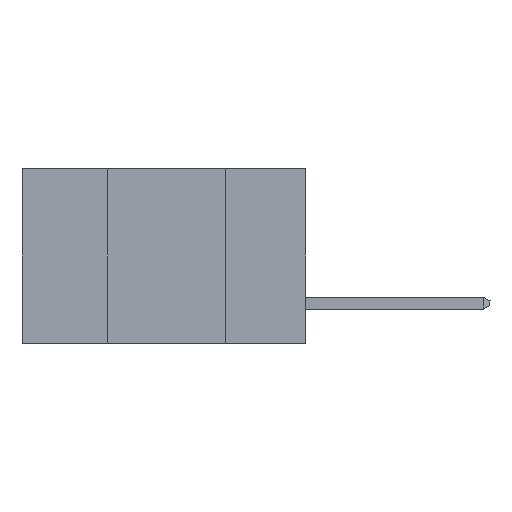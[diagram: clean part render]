
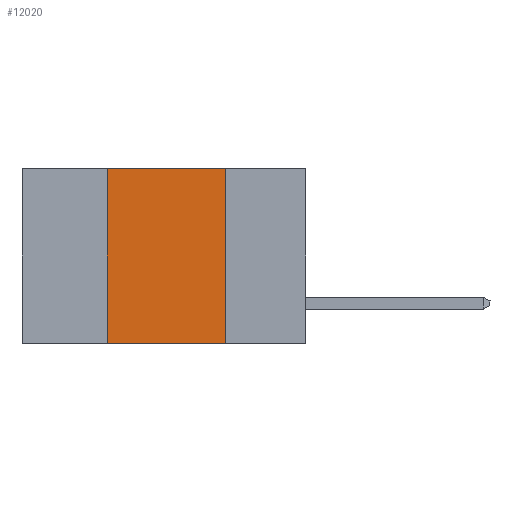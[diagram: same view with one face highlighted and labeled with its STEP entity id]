
A CAD part, left-side view. The second image highlights one B-rep face of the part: STEP entity #12020.
In plain terms, the highlighted planar face has unit normal (-1, 0, 0).
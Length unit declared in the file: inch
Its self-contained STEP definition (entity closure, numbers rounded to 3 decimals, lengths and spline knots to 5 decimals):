
#24 = LINE ( 'NONE', #876, #4943 ) ;
#385 = VERTEX_POINT ( 'NONE', #3389 ) ;
#834 = PLANE ( 'NONE',  #11500 ) ;
#854 = EDGE_CURVE ( 'NONE', #895, #385, #10556, .T. ) ;
#876 = CARTESIAN_POINT ( 'NONE',  ( 0., 0.17, 0. ) ) ;
#895 = VERTEX_POINT ( 'NONE', #1899 ) ;
#1033 = DIRECTION ( 'NONE',  ( 0., -1., 0. ) ) ;
#1353 = ORIENTED_EDGE ( 'NONE', *, *, #854, .F. ) ;
#1775 = ORIENTED_EDGE ( 'NONE', *, *, #6313, .T. ) ;
#1899 = CARTESIAN_POINT ( 'NONE',  ( 0., 0.42, -0.37 ) ) ;
#2005 = CARTESIAN_POINT ( 'NONE',  ( 0., 0.6, 0. ) ) ;
#2347 = CARTESIAN_POINT ( 'NONE',  ( 0., 0.6, -0.37 ) ) ;
#2565 = VERTEX_POINT ( 'NONE', #10072 ) ;
#2834 = DIRECTION ( 'NONE',  ( 0., 0., -1. ) ) ;
#3389 = CARTESIAN_POINT ( 'NONE',  ( 0., 0.42, 0. ) ) ;
#3401 = DIRECTION ( 'NONE',  ( 0., -1., 0. ) ) ;
#3841 = DIRECTION ( 'NONE',  ( 1., 0., 0. ) ) ;
#3972 = EDGE_CURVE ( 'NONE', #385, #2565, #12965, .T. ) ;
#4943 = VECTOR ( 'NONE', #2834, 39.37008 ) ;
#5168 = ORIENTED_EDGE ( 'NONE', *, *, #12083, .F. ) ;
#5538 = ORIENTED_EDGE ( 'NONE', *, *, #3972, .F. ) ;
#6313 = EDGE_CURVE ( 'NONE', #895, #8098, #11461, .T. ) ;
#6983 = EDGE_LOOP ( 'NONE', ( #5168, #5538, #1353, #1775 ) ) ;
#7706 = CARTESIAN_POINT ( 'NONE',  ( 0., 0.17, -0.37 ) ) ;
#7776 = VECTOR ( 'NONE', #7804, 39.37008 ) ;
#7804 = DIRECTION ( 'NONE',  ( 0., 0., 1. ) ) ;
#8029 = DIRECTION ( 'NONE',  ( 0., 0., -1. ) ) ;
#8098 = VERTEX_POINT ( 'NONE', #7706 ) ;
#9184 = CARTESIAN_POINT ( 'NONE',  ( 0., 0.6, 0. ) ) ;
#9350 = VECTOR ( 'NONE', #3401, 39.37008 ) ;
#10072 = CARTESIAN_POINT ( 'NONE',  ( 0., 0.17, 0. ) ) ;
#10494 = FACE_OUTER_BOUND ( 'NONE', #6983, .T. ) ;
#10556 = LINE ( 'NONE', #11025, #7776 ) ;
#11025 = CARTESIAN_POINT ( 'NONE',  ( 0., 0.42, 0. ) ) ;
#11307 = VECTOR ( 'NONE', #1033, 39.37008 ) ;
#11461 = LINE ( 'NONE', #2347, #9350 ) ;
#11500 = AXIS2_PLACEMENT_3D ( 'NONE', #9184, #3841, #8029 ) ;
#12020 = ADVANCED_FACE ( 'NONE', ( #10494 ), #834, .F. ) ;
#12083 = EDGE_CURVE ( 'NONE', #2565, #8098, #24, .T. ) ;
#12965 = LINE ( 'NONE', #2005, #11307 ) ;
